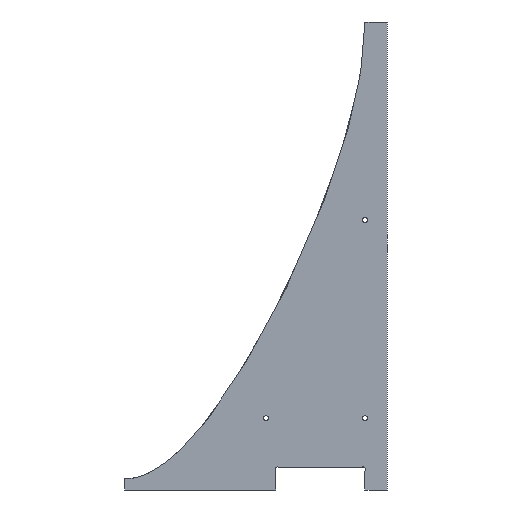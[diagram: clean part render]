
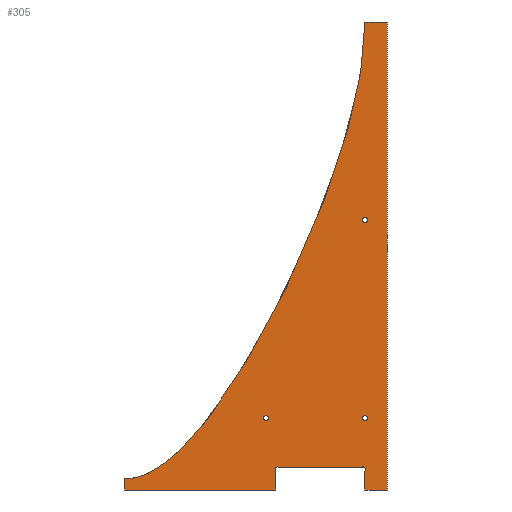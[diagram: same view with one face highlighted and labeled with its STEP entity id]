
A CAD part, front view. The second image highlights one B-rep face of the part: STEP entity #305.
In plain terms, the highlighted planar face has unit normal (0, -1, 0).
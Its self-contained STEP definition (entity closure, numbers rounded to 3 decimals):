
#19=FACE_BOUND('',#58,.T.);
#20=FACE_BOUND('',#59,.T.);
#21=FACE_BOUND('',#60,.T.);
#23=(
BOUNDED_CURVE()
B_SPLINE_CURVE(5,(#504,#505,#506,#507,#508,#509,#510,#511,#512,#513),
 .UNSPECIFIED.,.F.,.F.)
B_SPLINE_CURVE_WITH_KNOTS((6,1,1,1,1,6),(0.,0.2,0.4,0.6,0.8,1.),
 .UNSPECIFIED.)
CURVE()
GEOMETRIC_REPRESENTATION_ITEM()
RATIONAL_B_SPLINE_CURVE((1.,1.,1.,1.,1.,1.,1.,1.,1.,1.))
REPRESENTATION_ITEM('')
);
#26=PLANE('',#342);
#38=FACE_OUTER_BOUND('',#57,.T.);
#57=EDGE_LOOP('',(#238,#239,#240,#241,#242,#243,#244,#245,#246,#247,#248));
#58=EDGE_LOOP('',(#249));
#59=EDGE_LOOP('',(#250));
#60=EDGE_LOOP('',(#251));
#76=LINE('',#459,#106);
#86=LINE('',#494,#116);
#87=LINE('',#496,#117);
#88=LINE('',#498,#118);
#89=LINE('',#500,#119);
#90=LINE('',#502,#120);
#91=LINE('',#515,#121);
#92=LINE('',#516,#122);
#106=VECTOR('',#376,10.);
#116=VECTOR('',#396,10.);
#117=VECTOR('',#397,10.);
#118=VECTOR('',#398,10.);
#119=VECTOR('',#399,10.);
#120=VECTOR('',#400,10.);
#121=VECTOR('',#401,10.);
#122=VECTOR('',#402,10.);
#132=CIRCLE('',#332,2.025);
#134=CIRCLE('',#335,2.025);
#139=CIRCLE('',#343,2.);
#140=CIRCLE('',#344,2.);
#141=CIRCLE('',#345,2.);
#142=VERTEX_POINT('',#440);
#143=VERTEX_POINT('',#441);
#146=VERTEX_POINT('',#449);
#147=VERTEX_POINT('',#450);
#150=VERTEX_POINT('',#458);
#161=VERTEX_POINT('',#495);
#162=VERTEX_POINT('',#497);
#163=VERTEX_POINT('',#499);
#164=VERTEX_POINT('',#501);
#165=VERTEX_POINT('',#503);
#166=VERTEX_POINT('',#514);
#167=VERTEX_POINT('',#517);
#168=VERTEX_POINT('',#519);
#169=VERTEX_POINT('',#521);
#170=EDGE_CURVE('',#142,#143,#132,.T.);
#174=EDGE_CURVE('',#146,#147,#134,.T.);
#178=EDGE_CURVE('',#150,#142,#76,.T.);
#192=EDGE_CURVE('',#143,#146,#86,.T.);
#193=EDGE_CURVE('',#147,#161,#87,.T.);
#194=EDGE_CURVE('',#161,#162,#88,.T.);
#195=EDGE_CURVE('',#162,#163,#89,.T.);
#196=EDGE_CURVE('',#163,#164,#90,.T.);
#197=EDGE_CURVE('',#164,#165,#23,.T.);
#198=EDGE_CURVE('',#165,#166,#91,.T.);
#199=EDGE_CURVE('',#166,#150,#92,.T.);
#200=EDGE_CURVE('',#167,#167,#139,.T.);
#201=EDGE_CURVE('',#168,#168,#140,.T.);
#202=EDGE_CURVE('',#169,#169,#141,.T.);
#238=ORIENTED_EDGE('',*,*,#170,.T.);
#239=ORIENTED_EDGE('',*,*,#192,.T.);
#240=ORIENTED_EDGE('',*,*,#174,.T.);
#241=ORIENTED_EDGE('',*,*,#193,.T.);
#242=ORIENTED_EDGE('',*,*,#194,.T.);
#243=ORIENTED_EDGE('',*,*,#195,.T.);
#244=ORIENTED_EDGE('',*,*,#196,.T.);
#245=ORIENTED_EDGE('',*,*,#197,.T.);
#246=ORIENTED_EDGE('',*,*,#198,.T.);
#247=ORIENTED_EDGE('',*,*,#199,.T.);
#248=ORIENTED_EDGE('',*,*,#178,.T.);
#249=ORIENTED_EDGE('',*,*,#200,.T.);
#250=ORIENTED_EDGE('',*,*,#201,.T.);
#251=ORIENTED_EDGE('',*,*,#202,.T.);
#305=ADVANCED_FACE('',(#38,#19,#20,#21),#26,.F.);
#332=AXIS2_PLACEMENT_3D('',#442,#360,#361);
#335=AXIS2_PLACEMENT_3D('',#451,#368,#369);
#342=AXIS2_PLACEMENT_3D('',#493,#394,#395);
#343=AXIS2_PLACEMENT_3D('',#518,#403,#404);
#344=AXIS2_PLACEMENT_3D('',#520,#405,#406);
#345=AXIS2_PLACEMENT_3D('',#522,#407,#408);
#360=DIRECTION('center_axis',(0.,1.,0.));
#361=DIRECTION('ref_axis',(1.,0.,0.));
#368=DIRECTION('center_axis',(0.,1.,0.));
#369=DIRECTION('ref_axis',(1.,0.,0.));
#376=DIRECTION('',(0.,0.,1.));
#394=DIRECTION('center_axis',(0.,1.,0.));
#395=DIRECTION('ref_axis',(1.,0.,0.));
#396=DIRECTION('',(1.,0.,0.));
#397=DIRECTION('',(0.,0.,-1.));
#398=DIRECTION('',(1.,0.,0.));
#399=DIRECTION('',(0.,0.,1.));
#400=DIRECTION('',(-1.,0.,0.));
#401=DIRECTION('',(0.,0.,-1.));
#402=DIRECTION('',(1.,0.,0.));
#403=DIRECTION('center_axis',(0.,1.,0.));
#404=DIRECTION('ref_axis',(1.,0.,0.));
#405=DIRECTION('center_axis',(0.,1.,0.));
#406=DIRECTION('ref_axis',(1.,0.,0.));
#407=DIRECTION('center_axis',(0.,1.,0.));
#408=DIRECTION('ref_axis',(1.,0.,0.));
#440=CARTESIAN_POINT('',(104.,-9.,15.136));
#441=CARTESIAN_POINT('',(106.864,-9.,18.));
#442=CARTESIAN_POINT('Origin',(105.432,-9.,16.568));
#449=CARTESIAN_POINT('',(173.136,-9.,18.));
#450=CARTESIAN_POINT('',(176.,-9.,15.136));
#451=CARTESIAN_POINT('Origin',(174.568,-9.,16.568));
#458=CARTESIAN_POINT('',(104.,-9.,0.));
#459=CARTESIAN_POINT('',(104.,-9.,0.));
#493=CARTESIAN_POINT('Origin',(88.,-9.,189.));
#494=CARTESIAN_POINT('',(104.,-9.,18.));
#495=CARTESIAN_POINT('',(176.,-9.,0.));
#496=CARTESIAN_POINT('',(176.,-9.,18.));
#497=CARTESIAN_POINT('',(194.,-9.,0.));
#498=CARTESIAN_POINT('',(0.,-9.,0.));
#499=CARTESIAN_POINT('',(194.,-9.,378.));
#500=CARTESIAN_POINT('',(194.,-9.,0.));
#501=CARTESIAN_POINT('',(176.,-9.,378.));
#502=CARTESIAN_POINT('',(194.,-9.,378.));
#503=CARTESIAN_POINT('',(-18.,-9.,9.));
#504=CARTESIAN_POINT('Ctrl Pts',(176.,-9.,378.));
#505=CARTESIAN_POINT('Ctrl Pts',(176.,-9.,363.071));
#506=CARTESIAN_POINT('Ctrl Pts',(173.297,-9.,331.201));
#507=CARTESIAN_POINT('Ctrl Pts',(161.139,-9.,277.361));
#508=CARTESIAN_POINT('Ctrl Pts',(131.322,-9.,196.872));
#509=CARTESIAN_POINT('Ctrl Pts',(81.509,-9.,98.629));
#510=CARTESIAN_POINT('Ctrl Pts',(39.263,-9.,38.879));
#511=CARTESIAN_POINT('Ctrl Pts',(9.49,-9.,14.435));
#512=CARTESIAN_POINT('Ctrl Pts',(-9.054,-9.,9.));
#513=CARTESIAN_POINT('Ctrl Pts',(-18.,-9.,9.));
#514=CARTESIAN_POINT('',(-18.,-9.,0.));
#515=CARTESIAN_POINT('',(-18.,-9.,0.));
#516=CARTESIAN_POINT('',(0.,-9.,0.));
#517=CARTESIAN_POINT('',(174.,-9.,218.));
#518=CARTESIAN_POINT('Origin',(176.,-9.,218.));
#519=CARTESIAN_POINT('',(94.,-9.,58.));
#520=CARTESIAN_POINT('Origin',(96.,-9.,58.));
#521=CARTESIAN_POINT('',(174.,-9.,58.));
#522=CARTESIAN_POINT('Origin',(176.,-9.,58.));
